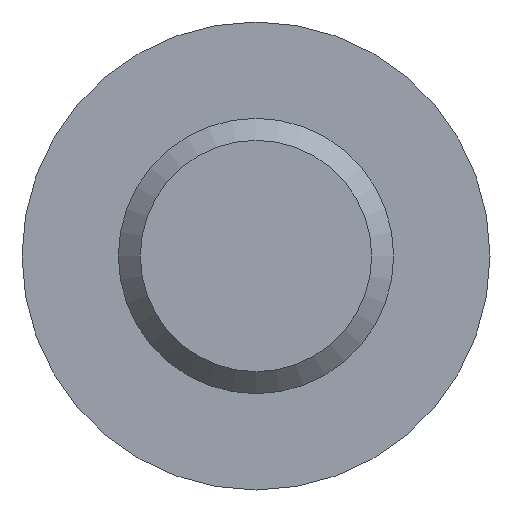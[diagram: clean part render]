
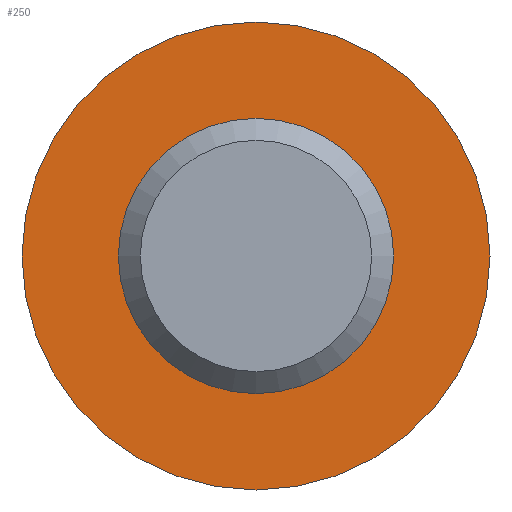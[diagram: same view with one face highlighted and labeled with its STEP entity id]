
A CAD part, front view. The second image highlights one B-rep face of the part: STEP entity #250.
In plain terms, the highlighted planar face has unit normal (0, -1, 0).
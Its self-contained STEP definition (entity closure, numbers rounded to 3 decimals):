
#7 = DIRECTION ( 'NONE',  ( 0., 0., 1. ) ) ;
#15 = FACE_BOUND ( 'NONE', #138, .T. ) ;
#17 = CARTESIAN_POINT ( 'NONE',  ( 0., 12., -4.25 ) ) ;
#43 = CARTESIAN_POINT ( 'NONE',  ( -2.5, 12., 0. ) ) ;
#72 = DIRECTION ( 'NONE',  ( 0., 0., -1. ) ) ;
#120 = ORIENTED_EDGE ( 'NONE', *, *, #423, .T. ) ;
#127 = AXIS2_PLACEMENT_3D ( 'NONE', #43, #388, #7 ) ;
#134 = PLANE ( 'NONE',  #127 ) ;
#138 = EDGE_LOOP ( 'NONE', ( #189 ) ) ;
#157 = CARTESIAN_POINT ( 'NONE',  ( 0., 12., 0. ) ) ;
#179 = FACE_OUTER_BOUND ( 'NONE', #300, .T. ) ;
#189 = ORIENTED_EDGE ( 'NONE', *, *, #435, .F. ) ;
#250 = ADVANCED_FACE ( 'NONE', ( #15, #179 ), #134, .F. ) ;
#269 = VERTEX_POINT ( 'NONE', #401 ) ;
#277 = VERTEX_POINT ( 'NONE', #17 ) ;
#280 = AXIS2_PLACEMENT_3D ( 'NONE', #413, #316, #415 ) ;
#300 = EDGE_LOOP ( 'NONE', ( #120 ) ) ;
#316 = DIRECTION ( 'NONE',  ( 0., -1., 0. ) ) ;
#334 = DIRECTION ( 'NONE',  ( 0., -1., 0. ) ) ;
#343 = CIRCLE ( 'NONE', #280, 2.5 ) ;
#388 = DIRECTION ( 'NONE',  ( 0., 1., 0. ) ) ;
#401 = CARTESIAN_POINT ( 'NONE',  ( 0., 12., -2.5 ) ) ;
#413 = CARTESIAN_POINT ( 'NONE',  ( 0., 12., 0. ) ) ;
#415 = DIRECTION ( 'NONE',  ( 0., 0., -1. ) ) ;
#423 = EDGE_CURVE ( 'NONE', #277, #277, #513, .T. ) ;
#435 = EDGE_CURVE ( 'NONE', #269, #269, #343, .T. ) ;
#513 = CIRCLE ( 'NONE', #540, 4.25 ) ;
#540 = AXIS2_PLACEMENT_3D ( 'NONE', #157, #334, #72 ) ;
